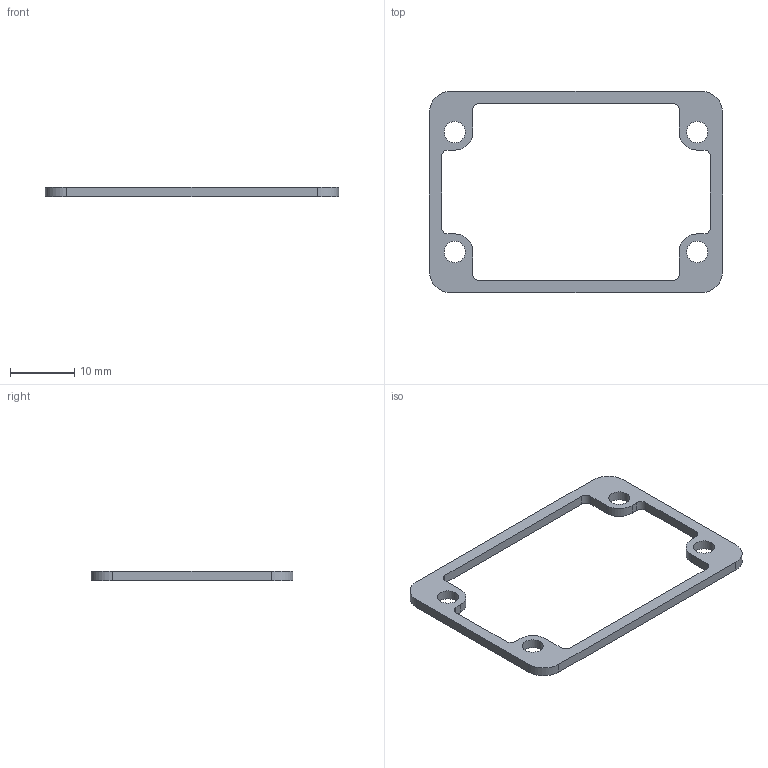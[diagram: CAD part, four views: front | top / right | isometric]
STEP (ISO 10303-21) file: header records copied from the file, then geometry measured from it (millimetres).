
FILE_DESCRIPTION(/* description */ (''),/* implementation_level */ '2;1');
FILE_NAME(/* name */ '100689326ugm000_a.stp',/* time_stamp */ '2016-09-09T13:23:20+02:00',/* author */ (''),/* organization */ (''),/* preprocessor_version */ 'ST-DEVELOPER v16',/* originating_system */ 'SIEMENS PLM Software NX 10.0',/* authorisation */ '');
FILE_SCHEMA (('AUTOMOTIVE_DESIGN { 1 0 10303 214 3 1 1 1 }'));
Length unit declared in the file: millimetre
Products named in the file (1): 100689326ugm000_a
Bounding box: 45.5 x 31.3 x 1.5 mm (x, y, z)
Volume: 553.8 mm3; surface area: 1217.6 mm2
Topology: 1 solids, 1 shells, 38 faces, 108 edges, 73 vertices
Faces by surface type: cylinder 20, plane 18
Full cylindrical faces by diameter (mm): 3.3 x4
Entity records: 1561 total; most frequent: DIRECTION 222, CARTESIAN_POINT 216, ORIENTED_EDGE 208, EDGE_CURVE 104, AXIS2_PLACEMENT_3D 79, VERTEX_POINT 72, LINE 64, VECTOR 64
